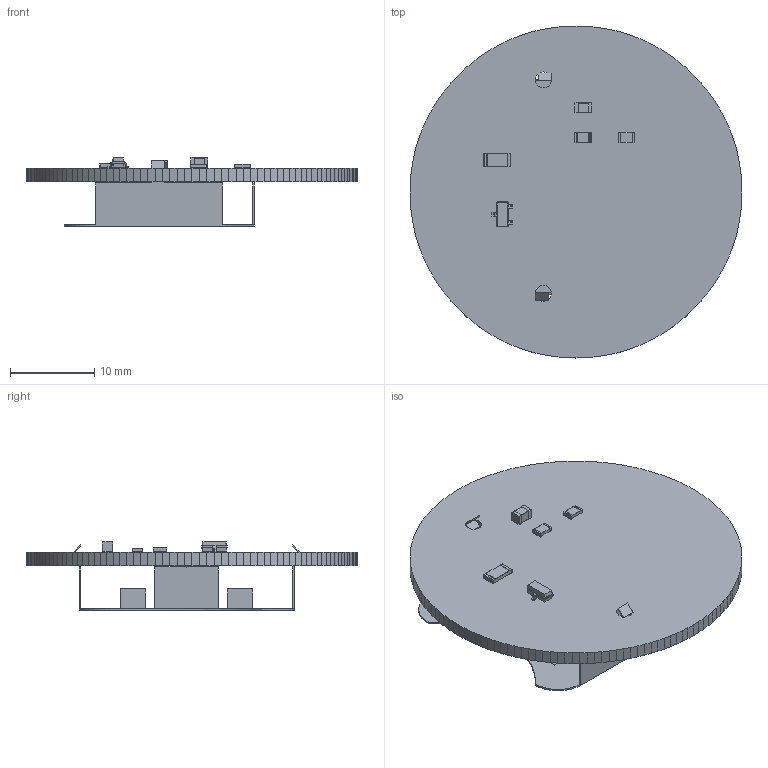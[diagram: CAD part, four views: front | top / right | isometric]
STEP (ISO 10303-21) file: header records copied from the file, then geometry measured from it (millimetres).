
FILE_DESCRIPTION(('KiCad electronic assembly'),'2;1');
FILE_NAME('DelaySw.step','2024-02-23T18:34:04',('Pcbnew'),('Kicad'), 'Open CASCADE STEP processor 7.6','KiCad to STEP converter','Unknown' );
FILE_SCHEMA(('AUTOMOTIVE_DESIGN { 1 0 10303 214 1 1 1 1 }'));
Length unit declared in the file: millimetre
Products named in the file (12): DelaySw 1; C_0805_2012Metric; SOLID; SOT-23; R_1206_3216Metric; R_0805_2012Metric; BatteryHolder_Keystone_3009_1x2450; COMPOUND; DelaySw PCB
Assembly tree (12 placements, depth 3):
  DelaySw 1
    C_0805_2012Metric
      SOLID
    SOT-23
      SOLID
    R_1206_3216Metric
      SOLID
    R_0805_2012Metric  x2
      SOLID
    BatteryHolder_Keystone_3009_1x2450
      COMPOUND
    DelaySw PCB
Bounding box: 39.5 x 39.5 x 8.21 mm (x, y, z)
Volume: 2075.5 mm3; surface area: 4133.6 mm2
Topology: 8 solids, 8 shells, 415 faces, 1131 edges, 730 vertices
Faces by surface type: plane 331, cylinder 57, bspline 27
Full cylindrical faces by diameter (mm): 1.9 x2
Entity records: 28001 total; most frequent: CARTESIAN_POINT 4847, DIRECTION 3897, LINE 2909, VECTOR 2909, ORIENTED_EDGE 2126, PCURVE 2126, DEFINITIONAL_REPRESENTATION 2126, EDGE_CURVE 1063
